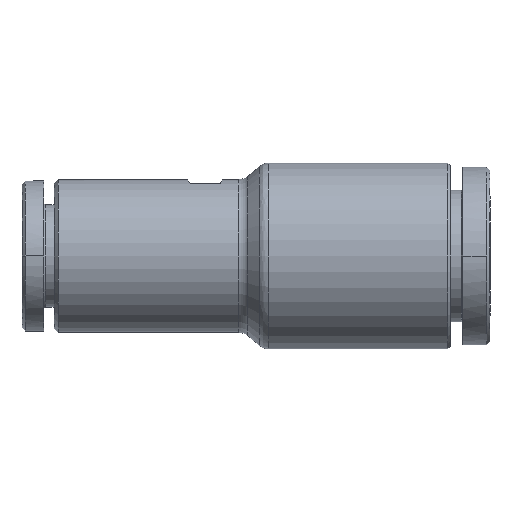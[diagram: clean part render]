
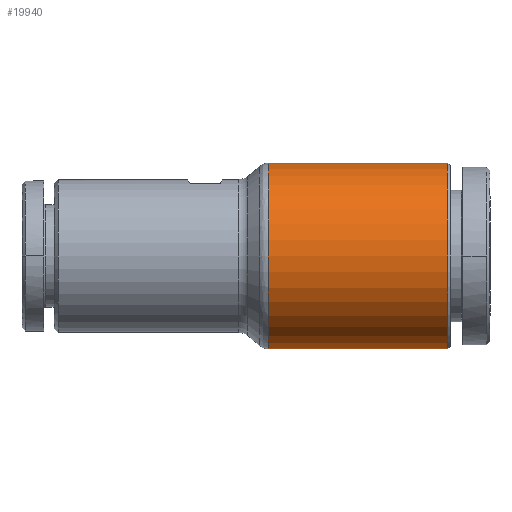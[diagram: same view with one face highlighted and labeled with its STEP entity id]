
A CAD part, front view. The second image highlights one B-rep face of the part: STEP entity #19940.
In plain terms, the highlighted cylindrical face has radius 6.8 mm (diameter 13.6 mm), a partial arc.
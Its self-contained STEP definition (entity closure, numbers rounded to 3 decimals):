
#427 = AXIS2_PLACEMENT_3D ( 'NONE', #1744, #13705, #8666 ) ;
#613 = CARTESIAN_POINT ( 'NONE',  ( -4.93, 0., 6.8 ) ) ;
#1095 = CARTESIAN_POINT ( 'NONE',  ( 0.7, 0., 6.8 ) ) ;
#1374 = DIRECTION ( 'NONE',  ( 0., 0., -1. ) ) ;
#1744 = CARTESIAN_POINT ( 'NONE',  ( -4.93, 0., 0. ) ) ;
#2054 = DIRECTION ( 'NONE',  ( 1., 0., 0. ) ) ;
#2848 = ORIENTED_EDGE ( 'NONE', *, *, #3797, .T. ) ;
#3098 = EDGE_CURVE ( 'NONE', #12219, #21425, #16337, .T. ) ;
#3622 = CIRCLE ( 'NONE', #16162, 6.8 ) ;
#3797 = EDGE_CURVE ( 'NONE', #12219, #3865, #12826, .T. ) ;
#3865 = VERTEX_POINT ( 'NONE', #12344 ) ;
#5569 = CARTESIAN_POINT ( 'NONE',  ( 8.2, 0., 6.8 ) ) ;
#6067 = CARTESIAN_POINT ( 'NONE',  ( 8.2, 0., -6.8 ) ) ;
#7755 = EDGE_LOOP ( 'NONE', ( #13962, #2848, #8668, #14829 ) ) ;
#7854 = DIRECTION ( 'NONE',  ( -1., 0., 0. ) ) ;
#8666 = DIRECTION ( 'NONE',  ( 0., 0., -1. ) ) ;
#8668 = ORIENTED_EDGE ( 'NONE', *, *, #18234, .T. ) ;
#9337 = LINE ( 'NONE', #12155, #10096 ) ;
#9419 = FACE_OUTER_BOUND ( 'NONE', #7755, .T. ) ;
#9641 = DIRECTION ( 'NONE',  ( 1., 0., 0. ) ) ;
#10096 = VECTOR ( 'NONE', #2054, 1000. ) ;
#12155 = CARTESIAN_POINT ( 'NONE',  ( 0.7, 0., -6.8 ) ) ;
#12219 = VERTEX_POINT ( 'NONE', #613 ) ;
#12344 = CARTESIAN_POINT ( 'NONE',  ( -4.93, 0., -6.8 ) ) ;
#12826 = CIRCLE ( 'NONE', #427, 6.8 ) ;
#13406 = CYLINDRICAL_SURFACE ( 'NONE', #15679, 6.8 ) ;
#13705 = DIRECTION ( 'NONE',  ( 1., 0., 0. ) ) ;
#13962 = ORIENTED_EDGE ( 'NONE', *, *, #3098, .F. ) ;
#14829 = ORIENTED_EDGE ( 'NONE', *, *, #14933, .T. ) ;
#14933 = EDGE_CURVE ( 'NONE', #19803, #21425, #3622, .T. ) ;
#15309 = VECTOR ( 'NONE', #9641, 1000. ) ;
#15679 = AXIS2_PLACEMENT_3D ( 'NONE', #16584, #16665, #19842 ) ;
#16162 = AXIS2_PLACEMENT_3D ( 'NONE', #18092, #7854, #1374 ) ;
#16337 = LINE ( 'NONE', #1095, #15309 ) ;
#16584 = CARTESIAN_POINT ( 'NONE',  ( 0.7, 0., 0. ) ) ;
#16665 = DIRECTION ( 'NONE',  ( 1., 0., 0. ) ) ;
#18092 = CARTESIAN_POINT ( 'NONE',  ( 8.2, 0., 0. ) ) ;
#18234 = EDGE_CURVE ( 'NONE', #3865, #19803, #9337, .T. ) ;
#19803 = VERTEX_POINT ( 'NONE', #6067 ) ;
#19842 = DIRECTION ( 'NONE',  ( 0., 0., -1. ) ) ;
#19940 = ADVANCED_FACE ( 'NONE', ( #9419 ), #13406, .T. ) ;
#21425 = VERTEX_POINT ( 'NONE', #5569 ) ;
